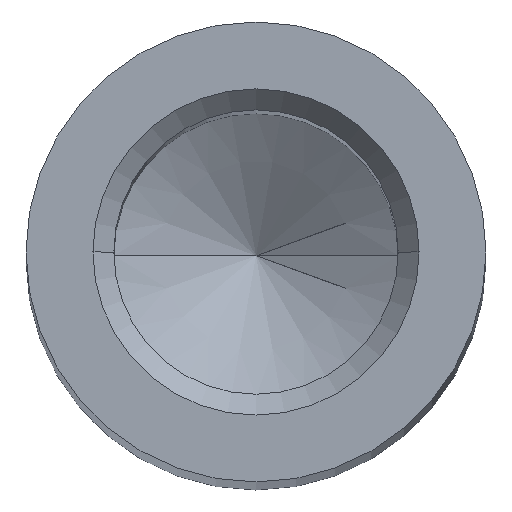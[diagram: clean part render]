
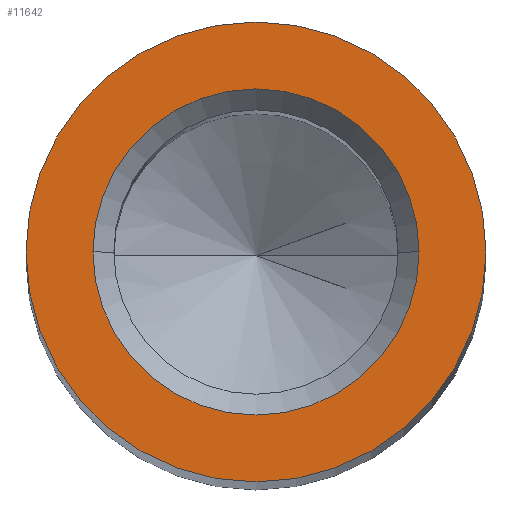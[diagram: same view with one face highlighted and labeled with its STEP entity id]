
A CAD part, top view. The second image highlights one B-rep face of the part: STEP entity #11642.
In plain terms, the highlighted planar face has unit normal (0, 0, 1).
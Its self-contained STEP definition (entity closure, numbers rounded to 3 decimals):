
#151 = AXIS2_PLACEMENT_3D ( 'NONE', #3332, #6783, #3384 ) ;
#299 = DIRECTION ( 'NONE',  ( 1., 0., 0. ) ) ;
#1287 = ORIENTED_EDGE ( 'NONE', *, *, #8125, .T. ) ;
#1356 = CARTESIAN_POINT ( 'NONE',  ( 0., 0., 55. ) ) ;
#1503 = DIRECTION ( 'NONE',  ( 0., 0., 1. ) ) ;
#1609 = DIRECTION ( 'NONE',  ( 1., 0., 0. ) ) ;
#1977 = EDGE_LOOP ( 'NONE', ( #5976, #9943 ) ) ;
#2127 = AXIS2_PLACEMENT_3D ( 'NONE', #13161, #14204, #7223 ) ;
#2782 = VERTEX_POINT ( 'NONE', #9065 ) ;
#2894 = DIRECTION ( 'NONE',  ( 0., 0., -1. ) ) ;
#2926 = CIRCLE ( 'NONE', #151, 3.9 ) ;
#3182 = DIRECTION ( 'NONE',  ( 1., 0., 0. ) ) ;
#3332 = CARTESIAN_POINT ( 'NONE',  ( 0., 0., 55. ) ) ;
#3384 = DIRECTION ( 'NONE',  ( 1., 0., 0. ) ) ;
#4277 = CARTESIAN_POINT ( 'NONE',  ( 0., 0., 55. ) ) ;
#4295 = CIRCLE ( 'NONE', #14193, 5.5 ) ;
#5976 = ORIENTED_EDGE ( 'NONE', *, *, #9045, .T. ) ;
#6783 = DIRECTION ( 'NONE',  ( 0., 0., -1. ) ) ;
#7173 = VERTEX_POINT ( 'NONE', #11306 ) ;
#7223 = DIRECTION ( 'NONE',  ( 1., 0., 0. ) ) ;
#8065 = AXIS2_PLACEMENT_3D ( 'NONE', #4277, #15054, #3182 ) ;
#8125 = EDGE_CURVE ( 'NONE', #7173, #9128, #2926, .T. ) ;
#8229 = CARTESIAN_POINT ( 'NONE',  ( -3.9, 0., 55. ) ) ;
#8408 = VERTEX_POINT ( 'NONE', #9247 ) ;
#8883 = CARTESIAN_POINT ( 'NONE',  ( 0., 0., 55. ) ) ;
#9045 = EDGE_CURVE ( 'NONE', #8408, #2782, #12638, .T. ) ;
#9065 = CARTESIAN_POINT ( 'NONE',  ( 5.5, 0., 55. ) ) ;
#9128 = VERTEX_POINT ( 'NONE', #8229 ) ;
#9247 = CARTESIAN_POINT ( 'NONE',  ( -5.5, 0., 55. ) ) ;
#9463 = CIRCLE ( 'NONE', #11504, 3.9 ) ;
#9687 = PLANE ( 'NONE',  #2127 ) ;
#9943 = ORIENTED_EDGE ( 'NONE', *, *, #13660, .T. ) ;
#10377 = FACE_OUTER_BOUND ( 'NONE', #1977, .T. ) ;
#10553 = EDGE_CURVE ( 'NONE', #9128, #7173, #9463, .T. ) ;
#11306 = CARTESIAN_POINT ( 'NONE',  ( 3.9, 0., 55. ) ) ;
#11504 = AXIS2_PLACEMENT_3D ( 'NONE', #8883, #2894, #1609 ) ;
#11642 = ADVANCED_FACE ( 'NONE', ( #13520, #10377 ), #9687, .T. ) ;
#12638 = CIRCLE ( 'NONE', #8065, 5.5 ) ;
#13161 = CARTESIAN_POINT ( 'NONE',  ( 0., 0., 55. ) ) ;
#13210 = EDGE_LOOP ( 'NONE', ( #1287, #14948 ) ) ;
#13520 = FACE_BOUND ( 'NONE', #13210, .T. ) ;
#13660 = EDGE_CURVE ( 'NONE', #2782, #8408, #4295, .T. ) ;
#14193 = AXIS2_PLACEMENT_3D ( 'NONE', #1356, #1503, #299 ) ;
#14204 = DIRECTION ( 'NONE',  ( 0., 0., 1. ) ) ;
#14948 = ORIENTED_EDGE ( 'NONE', *, *, #10553, .T. ) ;
#15054 = DIRECTION ( 'NONE',  ( 0., 0., 1. ) ) ;
